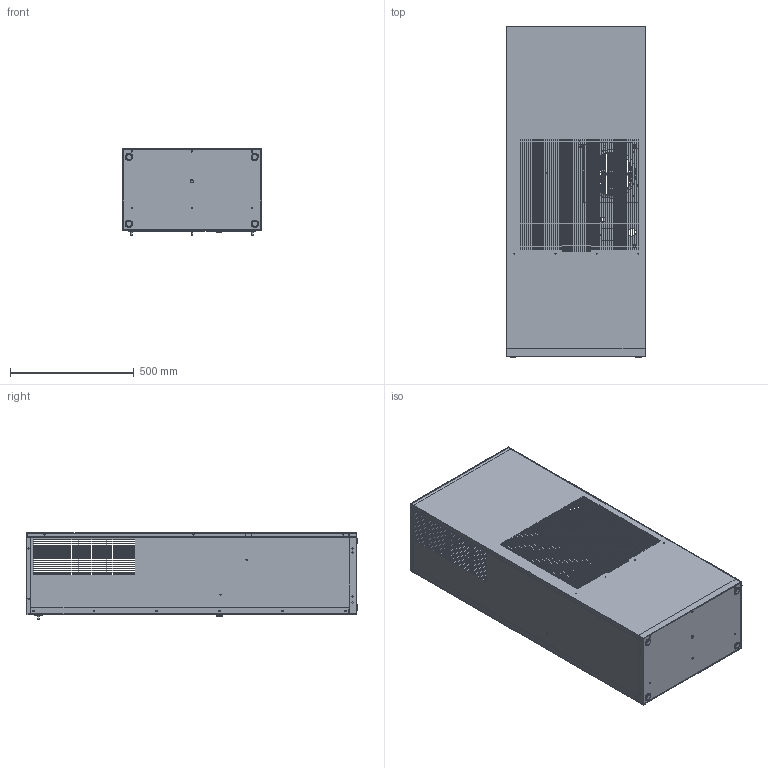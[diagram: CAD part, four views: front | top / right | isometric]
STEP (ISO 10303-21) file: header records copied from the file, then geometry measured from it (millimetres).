
FILE_DESCRIPTION((''),'2;1');
FILE_NAME('STEP-K2NA6C18DP53L.stp', '2013-03-27T10:35:45',('User'),('SDRC'),'I-DEAS Master Series','UNIX','Yes');
FILE_SCHEMA(('CONFIG_CONTROL_DESIGN', 'GEOMETRIC_VALIDATION_PROPERTIES_MIM','SHAPE_APPEARANCE_LAYER_MIM'));
Length unit declared in the file: inch
Bounding box: 563 x 1336.55 x 349.58 mm (x, y, z)
Volume: 3228608.1 mm3; surface area: 5510116.7 mm2
Topology: 68 solids, 71 shells, 3780 faces, 10525 edges, 6953 vertices
Faces by surface type: bspline 3780
Entity records: 126780 total; most frequent: CARTESIAN_POINT 50275, ORIENTED_EDGE 21042, EDGE_CURVE 10525, OVER_RIDING_STYLED_ITEM 10409, QUASI_UNIFORM_CURVE 8736, VERTEX_POINT 6953, EDGE_LOOP 5338, FACE_OUTER_BOUND 3780
